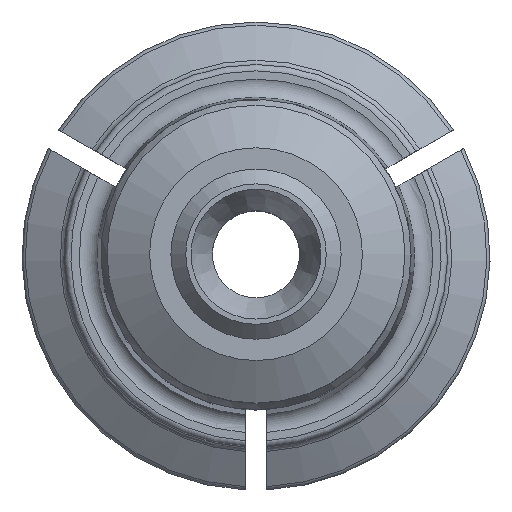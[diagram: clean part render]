
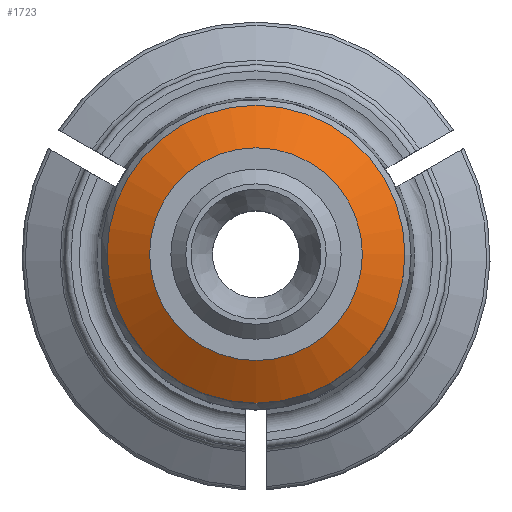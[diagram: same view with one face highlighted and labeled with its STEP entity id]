
A CAD part, top view. The second image highlights one B-rep face of the part: STEP entity #1723.
In plain terms, the highlighted conical face has half-angle 60 degrees and reference radius 7 mm.
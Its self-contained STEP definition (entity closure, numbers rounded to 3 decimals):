
#62=CONICAL_SURFACE('',#1880,7.,1.047);
#152=CIRCLE('',#1879,7.);
#153=CIRCLE('',#1881,5.);
#591=ORIENTED_EDGE('',*,*,#780,.F.);
#592=ORIENTED_EDGE('',*,*,#779,.T.);
#779=EDGE_CURVE('',#910,#910,#152,.T.);
#780=EDGE_CURVE('',#911,#911,#153,.T.);
#910=VERTEX_POINT('',#2911);
#911=VERTEX_POINT('',#2914);
#1081=EDGE_LOOP('',(#591));
#1082=EDGE_LOOP('',(#592));
#1183=FACE_BOUND('',#1081,.T.);
#1184=FACE_BOUND('',#1082,.T.);
#1723=ADVANCED_FACE('',(#1183,#1184),#62,.T.);
#1879=AXIS2_PLACEMENT_3D('',#2910,#2215,#2216);
#1880=AXIS2_PLACEMENT_3D('',#2912,#2217,#2218);
#1881=AXIS2_PLACEMENT_3D('',#2913,#2219,#2220);
#2215=DIRECTION('',(0.,0.,1.));
#2216=DIRECTION('',(1.,0.,0.));
#2217=DIRECTION('',(0.,0.,-1.));
#2218=DIRECTION('',(-1.,0.,0.));
#2219=DIRECTION('',(0.,0.,1.));
#2220=DIRECTION('',(1.,0.,0.));
#2910=CARTESIAN_POINT('',(0.,0.,53.345));
#2911=CARTESIAN_POINT('',(7.,0.,53.345));
#2912=CARTESIAN_POINT('',(0.,0.,53.345));
#2913=CARTESIAN_POINT('',(0.,0.,54.5));
#2914=CARTESIAN_POINT('',(5.,0.,54.5));
